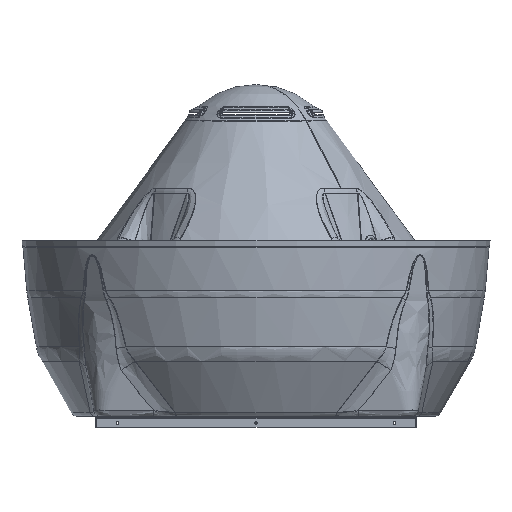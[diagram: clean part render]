
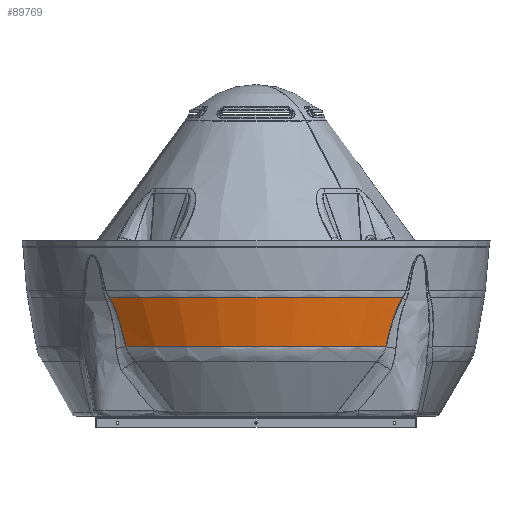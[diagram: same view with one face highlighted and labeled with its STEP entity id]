
A CAD part, left-side view. The second image highlights one B-rep face of the part: STEP entity #89769.
In plain terms, the highlighted conical face has half-angle 10 degrees and reference radius 785.454 mm.
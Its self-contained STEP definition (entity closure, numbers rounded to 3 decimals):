
#2310 = CARTESIAN_POINT ( 'NONE',  ( -609.181, 293.686, 460.876 ) ) ;
#2673 = CARTESIAN_POINT ( 'NONE',  ( -609.005, 286.42, 458.983 ) ) ;
#3900 = B_SPLINE_CURVE_WITH_KNOTS ( 'NONE', 3,
 ( #90569, #31423, #91694, #40037, #91326, #13773, #30300, #48009, #13036, #107961, #39277, #38914, #82649, #29922, #100384, #64942, #73202, #108321, #82282, #64577, #73965, #108697, #98898, #21686 ),
 .UNSPECIFIED., .F., .F.,
 ( 4, 2, 2, 2, 2, 2, 2, 2, 2, 2, 2, 4 ),
 ( 0., 0.125, 0.25, 0.375, 0.5, 0.625, 0.688, 0.719, 0.75, 0.875, 0.938, 1. ),
 .UNSPECIFIED. ) ;
#7749 = AXIS2_PLACEMENT_3D ( 'NONE', #76127, #24557, #33200 ) ;
#7920 = EDGE_CURVE ( 'NONE', #79009, #96118, #48898, .T. ) ;
#13036 = CARTESIAN_POINT ( 'NONE',  ( -609.344, 314.884, -466.835 ) ) ;
#13773 = CARTESIAN_POINT ( 'NONE',  ( -609.02, 286.192, -458.898 ) ) ;
#14583 = CARTESIAN_POINT ( 'NONE',  ( -606.209, 235.104, 447.599 ) ) ;
#14927 = FACE_OUTER_BOUND ( 'NONE', #91565, .T. ) ;
#21686 = CARTESIAN_POINT ( 'NONE',  ( -600.142, 403.16, -503.191 ) ) ;
#22081 = ORIENTED_EDGE ( 'NONE', *, *, #110810, .F. ) ;
#23556 = ORIENTED_EDGE ( 'NONE', *, *, #96826, .F. ) ;
#24557 = DIRECTION ( 'NONE',  ( 0., 1., 0. ) ) ;
#28208 = CARTESIAN_POINT ( 'NONE',  ( -605.211, 377.443, 489.917 ) ) ;
#28567 = CARTESIAN_POINT ( 'NONE',  ( -600.94, 400.038, 501.381 ) ) ;
#28940 = CARTESIAN_POINT ( 'NONE',  ( -601.664, 396.875, 499.64 ) ) ;
#29315 = CARTESIAN_POINT ( 'NONE',  ( -603.582, 387.242, 494.645 ) ) ;
#29922 = CARTESIAN_POINT ( 'NONE',  ( -607.596, 355.306, -480.68 ) ) ;
#30300 = CARTESIAN_POINT ( 'NONE',  ( -609.2, 293.403, -460.771 ) ) ;
#30741 = ORIENTED_EDGE ( 'NONE', *, *, #7920, .F. ) ;
#31132 = CARTESIAN_POINT ( 'NONE',  ( -600.142, 403.16, -503.191 ) ) ;
#31423 = CARTESIAN_POINT ( 'NONE',  ( -606.78, 242.471, -449.012 ) ) ;
#33200 = DIRECTION ( 'NONE',  ( 0., 0., 1. ) ) ;
#33282 = VERTEX_POINT ( 'NONE', #14583 ) ;
#34460 = ORIENTED_EDGE ( 'NONE', *, *, #40313, .F. ) ;
#37184 = CARTESIAN_POINT ( 'NONE',  ( -606.209, 235.104, 447.599 ) ) ;
#37678 = CARTESIAN_POINT ( 'NONE',  ( -600.142, 403.16, 503.191 ) ) ;
#38914 = CARTESIAN_POINT ( 'NONE',  ( -608.236, 346.613, -477.392 ) ) ;
#39277 = CARTESIAN_POINT ( 'NONE',  ( -608.825, 336.117, -473.636 ) ) ;
#40037 = CARTESIAN_POINT ( 'NONE',  ( -608.137, 264.426, -453.676 ) ) ;
#40313 = EDGE_CURVE ( 'NONE', #98962, #79009, #3900, .T. ) ;
#42973 = CARTESIAN_POINT ( 'NONE',  ( 0., 235.104, 0. ) ) ;
#45879 = CARTESIAN_POINT ( 'NONE',  ( -600.142, 403.16, 503.191 ) ) ;
#48009 = CARTESIAN_POINT ( 'NONE',  ( -609.362, 307.749, -464.739 ) ) ;
#48898 = CIRCLE ( 'NONE', #7749, 783.18 ) ;
#51631 = DIRECTION ( 'NONE',  ( 0., 0., 1. ) ) ;
#51756 = AXIS2_PLACEMENT_3D ( 'NONE', #67711, #94099, #85809 ) ;
#54165 = CARTESIAN_POINT ( 'NONE',  ( -609.245, 297.315, 461.851 ) ) ;
#54925 = CARTESIAN_POINT ( 'NONE',  ( -608.495, 271.843, 455.383 ) ) ;
#57998 = CONICAL_SURFACE ( 'NONE', #51756, 785.454, 0.175 ) ;
#62454 = CARTESIAN_POINT ( 'NONE',  ( -609.363, 308.162, 464.858 ) ) ;
#62835 = CARTESIAN_POINT ( 'NONE',  ( -606.781, 242.486, 449.015 ) ) ;
#64332 = AXIS2_PLACEMENT_3D ( 'NONE', #42973, #94952, #51631 ) ;
#64577 = CARTESIAN_POINT ( 'NONE',  ( -603.574, 387.285, -494.666 ) ) ;
#64942 = CARTESIAN_POINT ( 'NONE',  ( -607.138, 360.488, -482.727 ) ) ;
#67711 = CARTESIAN_POINT ( 'NONE',  ( 0., 416.059, 0. ) ) ;
#72605 = CARTESIAN_POINT ( 'NONE',  ( -609.062, 329.52, 471.432 ) ) ;
#73202 = CARTESIAN_POINT ( 'NONE',  ( -606.972, 362.204, -483.422 ) ) ;
#73896 = CARTESIAN_POINT ( 'NONE',  ( -606.209, 235.104, -447.599 ) ) ;
#73965 = CARTESIAN_POINT ( 'NONE',  ( -602.976, 390.523, -496.295 ) ) ;
#76127 = CARTESIAN_POINT ( 'NONE',  ( 0., 403.16, 0. ) ) ;
#79009 = VERTEX_POINT ( 'NONE', #31132 ) ;
#79794 = CARTESIAN_POINT ( 'NONE',  ( -602.985, 390.477, 496.271 ) ) ;
#82282 = CARTESIAN_POINT ( 'NONE',  ( -605.21, 377.455, -489.921 ) ) ;
#82649 = CARTESIAN_POINT ( 'NONE',  ( -608.004, 350.099, -478.682 ) ) ;
#85809 = DIRECTION ( 'NONE',  ( 0., 0., 1. ) ) ;
#88832 = CARTESIAN_POINT ( 'NONE',  ( -609.341, 315.33, 466.969 ) ) ;
#89200 = CARTESIAN_POINT ( 'NONE',  ( -607.285, 249.848, 450.515 ) ) ;
#89565 = CARTESIAN_POINT ( 'NONE',  ( -608.143, 264.526, 453.699 ) ) ;
#89769 = ADVANCED_FACE ( 'NONE', ( #14927 ), #57998, .T. ) ;
#89954 = CARTESIAN_POINT ( 'NONE',  ( -607.484, 357.276, 481.387 ) ) ;
#90569 = CARTESIAN_POINT ( 'NONE',  ( -606.209, 235.104, -447.599 ) ) ;
#91326 = CARTESIAN_POINT ( 'NONE',  ( -608.489, 271.704, -455.351 ) ) ;
#91565 = EDGE_LOOP ( 'NONE', ( #30741, #34460, #23556, #22081 ) ) ;
#91694 = CARTESIAN_POINT ( 'NONE',  ( -607.283, 249.809, -450.507 ) ) ;
#91750 = B_SPLINE_CURVE_WITH_KNOTS ( 'NONE', 3,
 ( #45879, #28567, #28940, #79794, #29315, #28208, #106612, #89954, #98642, #105851, #72605, #88832, #62454, #54165, #2310, #2673, #97140, #54925, #89565, #89200, #62835, #37184 ),
 .UNSPECIFIED., .F., .F.,
 ( 4, 2, 2, 2, 2, 2, 2, 2, 2, 2, 4 ),
 ( 0., 0.063, 0.125, 0.25, 0.375, 0.5, 0.625, 0.688, 0.75, 0.875, 1. ),
 .UNSPECIFIED. ) ;
#94099 = DIRECTION ( 'NONE',  ( 0., 1., 0. ) ) ;
#94952 = DIRECTION ( 'NONE',  ( 0., -1., 0. ) ) ;
#96118 = VERTEX_POINT ( 'NONE', #37678 ) ;
#96826 = EDGE_CURVE ( 'NONE', #33282, #98962, #108202, .T. ) ;
#97140 = CARTESIAN_POINT ( 'NONE',  ( -608.894, 282.78, 458.063 ) ) ;
#98642 = CARTESIAN_POINT ( 'NONE',  ( -608.017, 350.421, 478.761 ) ) ;
#98898 = CARTESIAN_POINT ( 'NONE',  ( -600.935, 400.06, -501.394 ) ) ;
#98962 = VERTEX_POINT ( 'NONE', #73896 ) ;
#100384 = CARTESIAN_POINT ( 'NONE',  ( -607.45, 357.039, -481.356 ) ) ;
#105851 = CARTESIAN_POINT ( 'NONE',  ( -608.806, 336.543, 473.783 ) ) ;
#106612 = CARTESIAN_POINT ( 'NONE',  ( -606.081, 370.787, 486.965 ) ) ;
#107961 = CARTESIAN_POINT ( 'NONE',  ( -609.076, 329.068, -471.284 ) ) ;
#108202 = CIRCLE ( 'NONE', #64332, 753.547 ) ;
#108321 = CARTESIAN_POINT ( 'NONE',  ( -606.087, 370.747, -486.946 ) ) ;
#108697 = CARTESIAN_POINT ( 'NONE',  ( -601.656, 396.911, -499.659 ) ) ;
#110810 = EDGE_CURVE ( 'NONE', #96118, #33282, #91750, .T. ) ;
